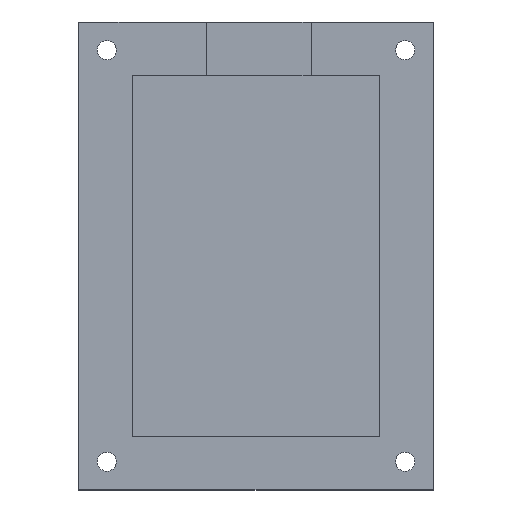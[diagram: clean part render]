
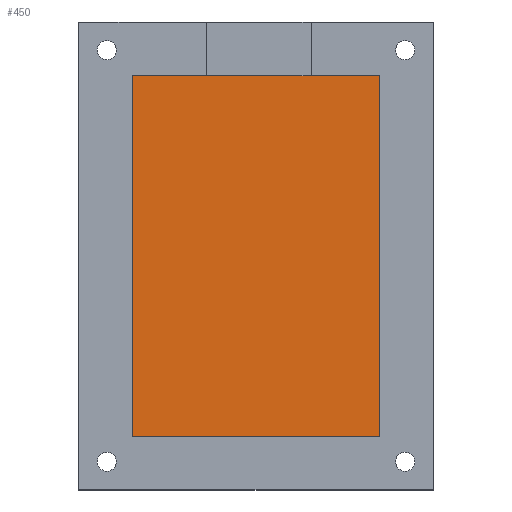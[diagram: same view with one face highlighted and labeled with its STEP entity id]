
A CAD part, top view. The second image highlights one B-rep face of the part: STEP entity #450.
In plain terms, the highlighted planar face has unit normal (0, 0, 1).
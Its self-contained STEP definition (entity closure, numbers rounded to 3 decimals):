
#60=FACE_OUTER_BOUND('',#90,.T.);
#90=EDGE_LOOP('',(#343,#344,#345,#346));
#140=LINE('',#717,#184);
#142=LINE('',#722,#186);
#143=LINE('',#723,#187);
#144=LINE('',#724,#188);
#184=VECTOR('',#572,10.);
#186=VECTOR('',#576,10.);
#187=VECTOR('',#577,10.);
#188=VECTOR('',#578,10.);
#227=VERTEX_POINT('',#714);
#228=VERTEX_POINT('',#716);
#229=VERTEX_POINT('',#720);
#230=VERTEX_POINT('',#721);
#272=EDGE_CURVE('',#227,#228,#140,.T.);
#274=EDGE_CURVE('',#229,#230,#142,.T.);
#275=EDGE_CURVE('',#228,#229,#143,.T.);
#276=EDGE_CURVE('',#230,#227,#144,.T.);
#343=ORIENTED_EDGE('',*,*,#274,.F.);
#344=ORIENTED_EDGE('',*,*,#275,.F.);
#345=ORIENTED_EDGE('',*,*,#272,.F.);
#346=ORIENTED_EDGE('',*,*,#276,.F.);
#432=PLANE('',#495);
#450=ADVANCED_FACE('',(#60),#432,.T.);
#495=AXIS2_PLACEMENT_3D('',#719,#574,#575);
#572=DIRECTION('',(1.,0.,0.));
#574=DIRECTION('center_axis',(0.,0.,1.));
#575=DIRECTION('ref_axis',(1.,0.,0.));
#576=DIRECTION('',(-1.,0.,0.));
#577=DIRECTION('',(0.,-1.,0.));
#578=DIRECTION('',(0.,1.,0.));
#714=CARTESIAN_POINT('',(0.,0.,3.));
#716=CARTESIAN_POINT('',(43.862,0.,3.));
#717=CARTESIAN_POINT('',(10.966,0.,3.));
#719=CARTESIAN_POINT('Origin',(21.931,-31.972,3.));
#720=CARTESIAN_POINT('',(43.862,-63.943,3.));
#721=CARTESIAN_POINT('',(0.,-63.943,3.));
#722=CARTESIAN_POINT('',(32.897,-63.943,3.));
#723=CARTESIAN_POINT('',(43.862,-15.986,3.));
#724=CARTESIAN_POINT('',(0.,-47.957,3.));
